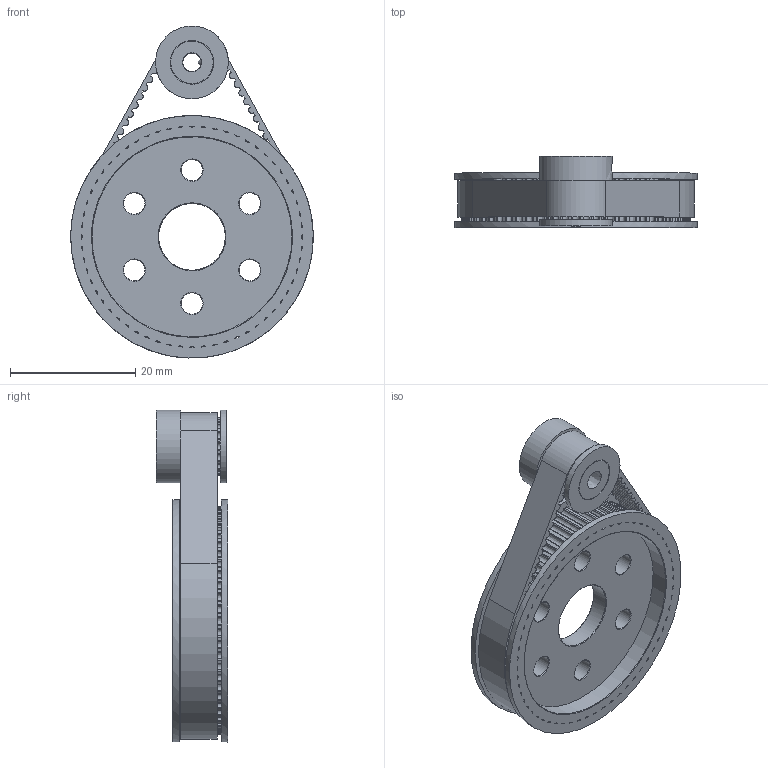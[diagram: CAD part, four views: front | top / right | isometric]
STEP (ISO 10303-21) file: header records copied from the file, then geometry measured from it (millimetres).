
FILE_DESCRIPTION(('FreeCAD Model'),'2;1');
FILE_NAME('Open CASCADE Shape Model','2025-05-02T19:48:37',('FreeCAD'),( 'FreeCAD'),'Open CASCADE STEP processor 7.6','FreeCAD','Unknown');
FILE_SCHEMA(('AUTOMOTIVE_DESIGN { 1 0 10303 214 1 1 1 1 }'));
Length unit declared in the file: millimetre
Products named in the file (1): Open CASCADE STEP translator 7.6 1
Bounding box: 38.73 x 11.36 x 53.03 mm (x, y, z)
Volume: 5557.2 mm3; surface area: 7856.2 mm2
Topology: 4 solids, 4 shells, 711 faces, 2425 edges, 1611 vertices
Faces by surface type: bspline 711
Entity records: 29252 total; most frequent: CARTESIAN_POINT 16850, ORIENTED_EDGE 4850, EDGE_CURVE 2425, VERTEX_POINT 1611, B_SPLINE_CURVE_WITH_KNOTS 992, FACE_BOUND 860, EDGE_LOOP 860, ADVANCED_FACE 711
